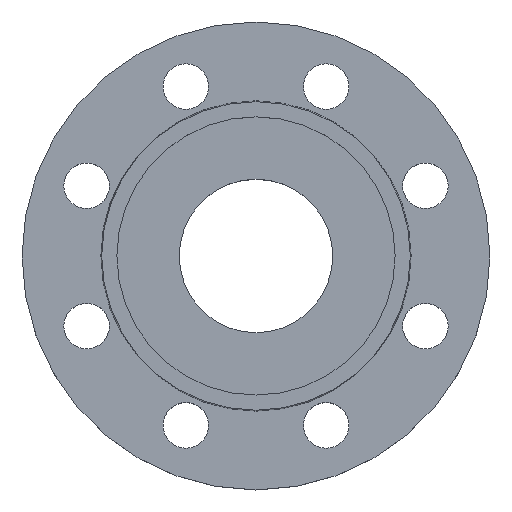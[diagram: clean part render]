
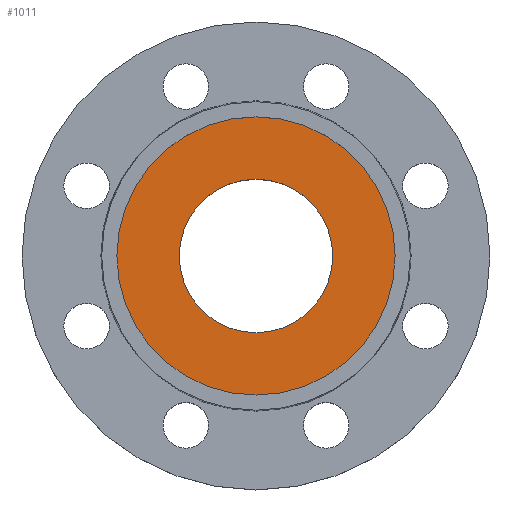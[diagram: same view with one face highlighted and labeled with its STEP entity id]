
A CAD part, top view. The second image highlights one B-rep face of the part: STEP entity #1011.
In plain terms, the highlighted planar face has unit normal (0, 0, 1).
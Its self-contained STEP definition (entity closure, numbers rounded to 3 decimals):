
#45 = DIRECTION ( 'NONE',  ( 1., 0., 0. ) ) ;
#47 = DIRECTION ( 'NONE',  ( 0., 0., 1. ) ) ;
#48 = CARTESIAN_POINT ( 'NONE',  ( 55., 0., -4. ) ) ;
#50 = PLANE ( 'NONE',  #858 ) ;
#54 = FACE_OUTER_BOUND ( 'NONE', #306, .T. ) ;
#58 = FACE_BOUND ( 'NONE', #265, .T. ) ;
#109 = AXIS2_PLACEMENT_3D ( 'NONE', #615, #614, #613 ) ;
#121 = CARTESIAN_POINT ( 'NONE',  ( 30.335, 0., -4. ) ) ;
#131 = EDGE_CURVE ( 'NONE', #897, #788, #1027, .T. ) ;
#133 = DIRECTION ( 'NONE',  ( -1., 0., 0. ) ) ;
#134 = DIRECTION ( 'NONE',  ( 0., 0., -1. ) ) ;
#135 = CARTESIAN_POINT ( 'NONE',  ( 0., 0., -4. ) ) ;
#246 = CARTESIAN_POINT ( 'NONE',  ( -30.335, 0., -4. ) ) ;
#265 = EDGE_LOOP ( 'NONE', ( #903, #904 ) ) ;
#294 = VERTEX_POINT ( 'NONE', #666 ) ;
#306 = EDGE_LOOP ( 'NONE', ( #906, #907 ) ) ;
#367 = EDGE_CURVE ( 'NONE', #519, #294, #708, .T. ) ;
#495 = CARTESIAN_POINT ( 'NONE',  ( 55., 0., -4. ) ) ;
#506 = DIRECTION ( 'NONE',  ( 1., 0., 0. ) ) ;
#508 = DIRECTION ( 'NONE',  ( 0., 0., 1. ) ) ;
#509 = CARTESIAN_POINT ( 'NONE',  ( 0., 0., -4. ) ) ;
#511 = EDGE_CURVE ( 'NONE', #788, #897, #553, .T. ) ;
#519 = VERTEX_POINT ( 'NONE', #495 ) ;
#553 = CIRCLE ( 'NONE', #930, 30.335 ) ;
#558 = AXIS2_PLACEMENT_3D ( 'NONE', #135, #134, #133 ) ;
#613 = DIRECTION ( 'NONE',  ( -1., 0., 0. ) ) ;
#614 = DIRECTION ( 'NONE',  ( 0., 0., -1. ) ) ;
#615 = CARTESIAN_POINT ( 'NONE',  ( 0., 0., -4. ) ) ;
#666 = CARTESIAN_POINT ( 'NONE',  ( -55., 0., -4. ) ) ;
#708 = CIRCLE ( 'NONE', #109, 55. ) ;
#788 = VERTEX_POINT ( 'NONE', #246 ) ;
#806 = AXIS2_PLACEMENT_3D ( 'NONE', #1069, #1071, #1072 ) ;
#856 = CIRCLE ( 'NONE', #558, 55. ) ;
#858 = AXIS2_PLACEMENT_3D ( 'NONE', #48, #47, #45 ) ;
#875 = EDGE_CURVE ( 'NONE', #294, #519, #856, .T. ) ;
#897 = VERTEX_POINT ( 'NONE', #121 ) ;
#903 = ORIENTED_EDGE ( 'NONE', *, *, #131, .F. ) ;
#904 = ORIENTED_EDGE ( 'NONE', *, *, #511, .F. ) ;
#906 = ORIENTED_EDGE ( 'NONE', *, *, #875, .F. ) ;
#907 = ORIENTED_EDGE ( 'NONE', *, *, #367, .F. ) ;
#930 = AXIS2_PLACEMENT_3D ( 'NONE', #509, #508, #506 ) ;
#1011 = ADVANCED_FACE ( 'NONE', ( #58, #54 ), #50, .T. ) ;
#1027 = CIRCLE ( 'NONE', #806, 30.335 ) ;
#1069 = CARTESIAN_POINT ( 'NONE',  ( 0., 0., -4. ) ) ;
#1071 = DIRECTION ( 'NONE',  ( 0., 0., 1. ) ) ;
#1072 = DIRECTION ( 'NONE',  ( 1., 0., 0. ) ) ;
